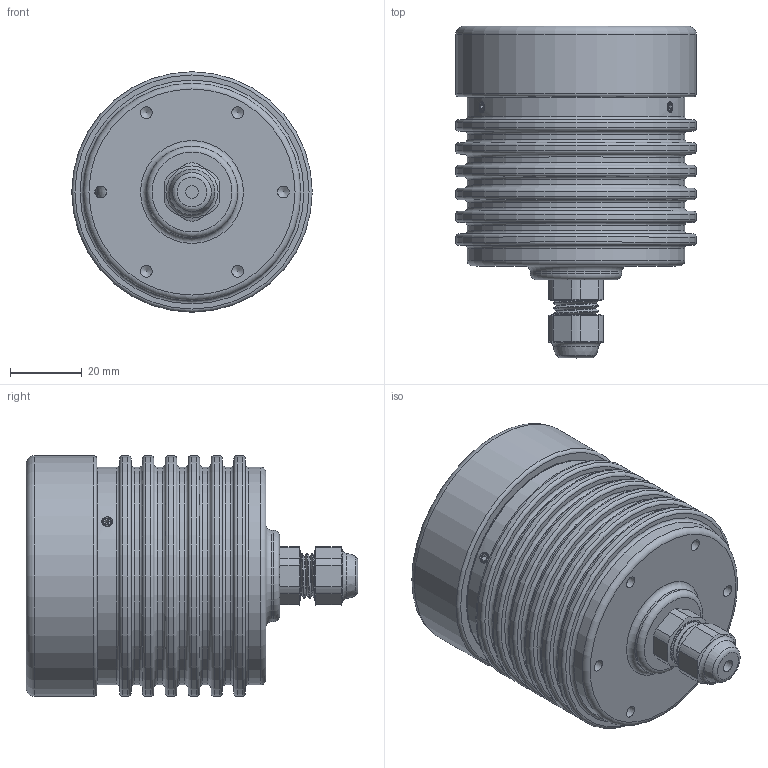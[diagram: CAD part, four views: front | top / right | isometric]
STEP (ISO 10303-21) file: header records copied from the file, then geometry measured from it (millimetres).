
FILE_DESCRIPTION(/* description */ (''),/* implementation_level */ '2;1');
FILE_NAME(/* name */ 'AR113_DFMini_Air_wFresnel.stp',/* time_stamp */ '2022-10-05T12:54:27-04:00',/* author */ ('lfrey'),/* organization */ (''),/* preprocessor_version */ 'ST-DEVELOPER v19',/* originating_system */ 'Autodesk Inventor 2023',/* authorisation */ '');
FILE_SCHEMA (('AUTOMOTIVE_DESIGN { 1 0 10303 214 3 1 1 }'));
Length unit declared in the file: inch
Products named in the file (1): DFMini_Air_wFresnel
Bounding box: 66.8 x 92.19 x 66.8 mm (x, y, z)
Volume: 134258.5 mm3; surface area: 60605.9 mm2
Topology: 1 solids, 2 shells, 509 faces, 1313 edges, 842 vertices
Faces by surface type: plane 206, cone 119, cylinder 111, torus 59, bspline 14
Full cylindrical faces by diameter (mm): 1.778 x4, 2 x4, 2.845 x9, 2.946 x6, 3.302 x6, 3.505 x1, 4.953 x6, 6.35 x1, 7.62 x1, 9.525 x1, 10.414 x6, 10.802 x3, 12.7 x1, 12.751 x2, 15.875 x1, 19.05 x1, 22.225 x1, 25.4 x2, 28.575 x1, 31.75 x1, 34.925 x1, 38.1 x1, 38.608 x1, 41.275 x2, 41.91 x1, 46.228 x1, 49.682 x1, 50.8 x1, 52.324 x3, 52.476 x1
Entity records: 24003 total; most frequent: CARTESIAN_POINT 11407, ORIENTED_EDGE 2588, DIRECTION 2484, EDGE_CURVE 1294, AXIS2_PLACEMENT_3D 1049, VERTEX_POINT 842, EDGE_LOOP 589, STYLED_ITEM 510
